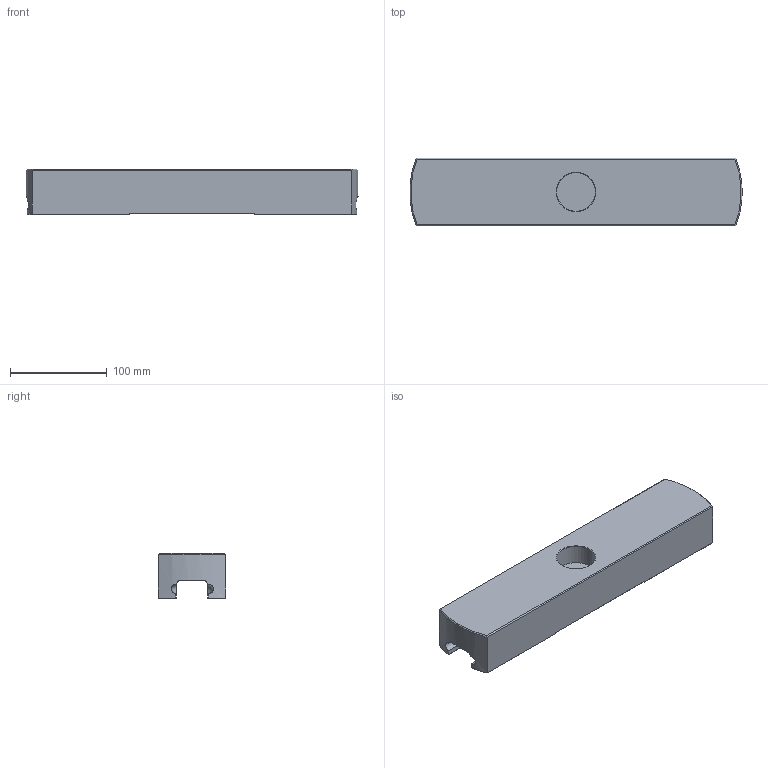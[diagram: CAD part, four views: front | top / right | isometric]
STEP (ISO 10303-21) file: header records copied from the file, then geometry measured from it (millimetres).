
FILE_DESCRIPTION(/* description */ (''),/* implementation_level */ '2;1');
FILE_NAME(/* name */ 'A731S030.stp',/* time_stamp */ '2017-11-06T13:18:28+06:00',/* author */ (''),/* organization */ (''),/* preprocessor_version */ 'ST-DEVELOPER v16',/* originating_system */ 'SIEMENS PLM Software NX 11.0',/* authorisation */ '');
FILE_SCHEMA (('AUTOMOTIVE_DESIGN { 1 0 10303 214 3 1 1 1 }'));
Length unit declared in the file: millimetre
Products named in the file (1): A731S030
Bounding box: 343.85 x 70 x 47 mm (x, y, z)
Volume: 864383.9 mm3; surface area: 98668.5 mm2
Topology: 1 solids, 1 shells, 66 faces, 171 edges, 108 vertices
Faces by surface type: plane 38, cylinder 13, cone 11, torus 4
Full cylindrical faces by diameter (mm): 40 x1
Entity records: 2165 total; most frequent: CARTESIAN_POINT 550, ORIENTED_EDGE 334, DIRECTION 311, EDGE_CURVE 167, AXIS2_PLACEMENT_3D 107, VERTEX_POINT 106, LINE 97, VECTOR 97
